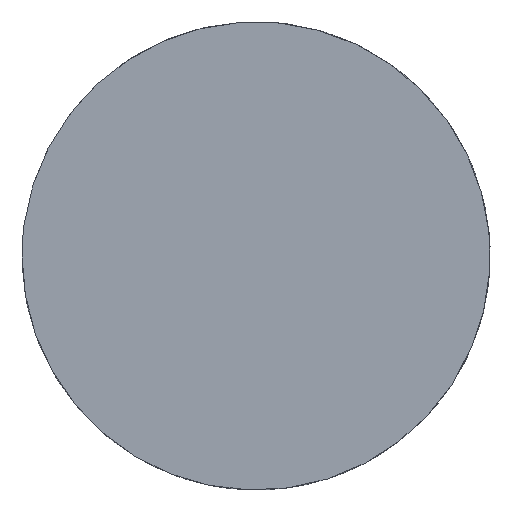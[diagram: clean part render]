
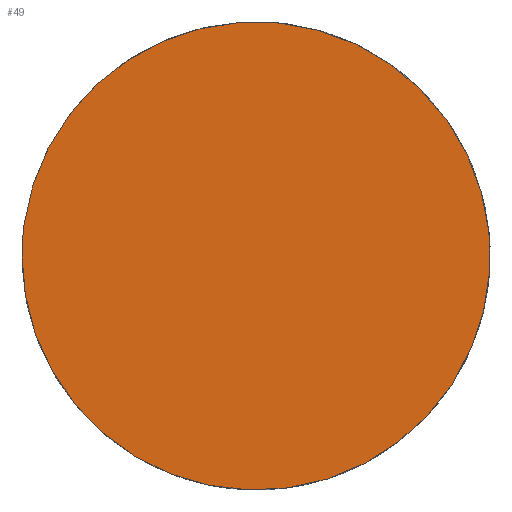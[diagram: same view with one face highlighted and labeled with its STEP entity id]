
A CAD part, front view. The second image highlights one B-rep face of the part: STEP entity #49.
In plain terms, the highlighted planar face has unit normal (0, -1, 0).
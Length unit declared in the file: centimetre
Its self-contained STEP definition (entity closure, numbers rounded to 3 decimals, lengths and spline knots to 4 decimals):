
#16=PLANE('',#58);
#23=FACE_OUTER_BOUND('',#29,.T.);
#29=EDGE_LOOP('',(#44));
#32=CIRCLE('',#56,0.5);
#35=VERTEX_POINT('',#82);
#38=EDGE_CURVE('',#35,#35,#32,.T.);
#44=ORIENTED_EDGE('',*,*,#38,.T.);
#49=ADVANCED_FACE('',(#23),#16,.F.);
#56=AXIS2_PLACEMENT_3D('',#83,#69,#70);
#58=AXIS2_PLACEMENT_3D('',#85,#73,#74);
#69=DIRECTION('center_axis',(0.,-1.,0.));
#70=DIRECTION('ref_axis',(1.,0.,0.));
#73=DIRECTION('center_axis',(0.,1.,0.));
#74=DIRECTION('ref_axis',(0.,0.,1.));
#82=CARTESIAN_POINT('',(-0.5,0.,0.));
#83=CARTESIAN_POINT('Origin',(0.,0.,0.));
#85=CARTESIAN_POINT('Origin',(0.,0.,0.));
